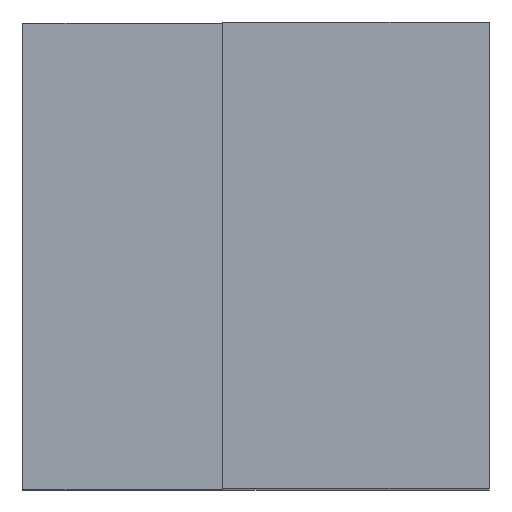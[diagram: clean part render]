
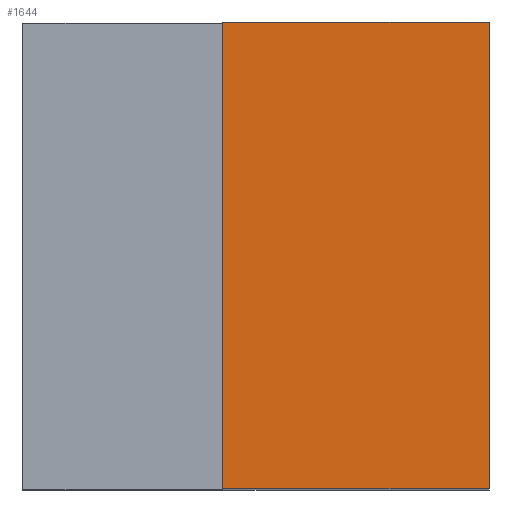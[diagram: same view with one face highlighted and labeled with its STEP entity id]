
A CAD part, top view. The second image highlights one B-rep face of the part: STEP entity #1644.
In plain terms, the highlighted planar face has unit normal (0, 0, 1).
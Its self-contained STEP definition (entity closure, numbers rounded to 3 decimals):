
#8 = VECTOR ( 'NONE', #1206, 1000. ) ;
#9 = VECTOR ( 'NONE', #1200, 1000. ) ;
#16 = VECTOR ( 'NONE', #1186, 1000. ) ;
#77 = AXIS2_PLACEMENT_3D ( 'NONE', #1102, #1085, #1084 ) ;
#106 = EDGE_CURVE ( 'NONE', #521, #535, #624, .T. ) ;
#496 = DIRECTION ( 'NONE',  ( 0., -1., 0. ) ) ;
#521 = VERTEX_POINT ( 'NONE', #1110 ) ;
#526 = VERTEX_POINT ( 'NONE', #1093 ) ;
#530 = VERTEX_POINT ( 'NONE', #1087 ) ;
#535 = VERTEX_POINT ( 'NONE', #1090 ) ;
#624 = LINE ( 'NONE', #721, #1761 ) ;
#673 = EDGE_LOOP ( 'NONE', ( #1608, #1609, #1614, #1602 ) ) ;
#721 = CARTESIAN_POINT ( 'NONE',  ( -0.5, 3.5, 14. ) ) ;
#1084 = DIRECTION ( 'NONE',  ( 1., 0., 0. ) ) ;
#1085 = DIRECTION ( 'NONE',  ( 0., 0., 1. ) ) ;
#1087 = CARTESIAN_POINT ( 'NONE',  ( 3.5, -3.5, 14. ) ) ;
#1089 = PLANE ( 'NONE',  #77 ) ;
#1090 = CARTESIAN_POINT ( 'NONE',  ( -0.5, -3.5, 14. ) ) ;
#1092 = FACE_OUTER_BOUND ( 'NONE', #673, .T. ) ;
#1093 = CARTESIAN_POINT ( 'NONE',  ( 3.5, 3.5, 14. ) ) ;
#1102 = CARTESIAN_POINT ( 'NONE',  ( 3.5, -3.5, 14. ) ) ;
#1110 = CARTESIAN_POINT ( 'NONE',  ( -0.5, 3.5, 14. ) ) ;
#1186 = DIRECTION ( 'NONE',  ( 1., 0., 0. ) ) ;
#1187 = CARTESIAN_POINT ( 'NONE',  ( -0.5, -3.5, 14. ) ) ;
#1194 = LINE ( 'NONE', #1187, #16 ) ;
#1200 = DIRECTION ( 'NONE',  ( 0., 1., 0. ) ) ;
#1201 = CARTESIAN_POINT ( 'NONE',  ( 3.5, -3.5, 14. ) ) ;
#1206 = DIRECTION ( 'NONE',  ( -1., 0., 0. ) ) ;
#1211 = LINE ( 'NONE', #1213, #8 ) ;
#1212 = LINE ( 'NONE', #1201, #9 ) ;
#1213 = CARTESIAN_POINT ( 'NONE',  ( 3.5, 3.5, 14. ) ) ;
#1497 = EDGE_CURVE ( 'NONE', #526, #521, #1211, .T. ) ;
#1499 = EDGE_CURVE ( 'NONE', #530, #526, #1212, .T. ) ;
#1503 = EDGE_CURVE ( 'NONE', #535, #530, #1194, .T. ) ;
#1602 = ORIENTED_EDGE ( 'NONE', *, *, #106, .T. ) ;
#1608 = ORIENTED_EDGE ( 'NONE', *, *, #1503, .T. ) ;
#1609 = ORIENTED_EDGE ( 'NONE', *, *, #1499, .T. ) ;
#1614 = ORIENTED_EDGE ( 'NONE', *, *, #1497, .T. ) ;
#1644 = ADVANCED_FACE ( 'NONE', ( #1092 ), #1089, .T. ) ;
#1761 = VECTOR ( 'NONE', #496, 1000. ) ;
